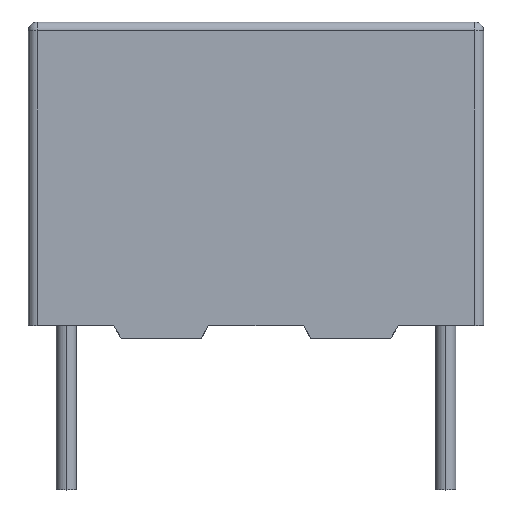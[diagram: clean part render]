
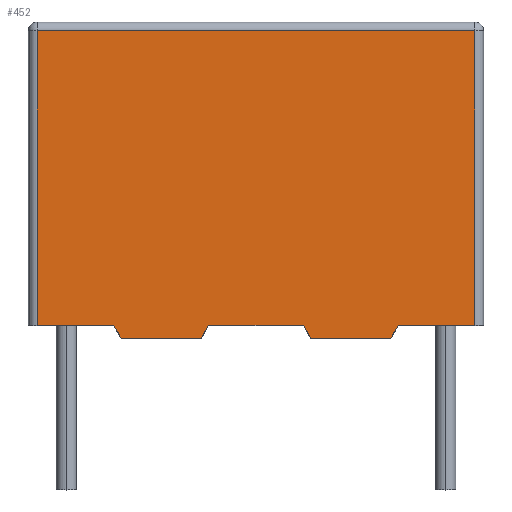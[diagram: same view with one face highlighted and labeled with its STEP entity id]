
A CAD part, top view. The second image highlights one B-rep face of the part: STEP entity #452.
In plain terms, the highlighted planar face has unit normal (0, 0, 1).
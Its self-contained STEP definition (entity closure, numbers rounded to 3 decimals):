
#20 = VECTOR ( 'NONE', #1699, 1000. ) ;
#40 = VECTOR ( 'NONE', #1217, 1000. ) ;
#50 = EDGE_CURVE ( 'NONE', #1522, #632, #1290, .T. ) ;
#71 = LINE ( 'NONE', #1803, #715 ) ;
#79 = LINE ( 'NONE', #1276, #40 ) ;
#91 = CARTESIAN_POINT ( 'NONE',  ( 8.65, 0.5, 3.5 ) ) ;
#126 = CARTESIAN_POINT ( 'NONE',  ( -8.65, 0.5, 3.5 ) ) ;
#141 = CARTESIAN_POINT ( 'NONE',  ( 5.625, 0.5, 3.5 ) ) ;
#163 = CARTESIAN_POINT ( 'NONE',  ( -9., 0.5, 3.5 ) ) ;
#192 = DIRECTION ( 'NONE',  ( 1., 0., 0. ) ) ;
#206 = EDGE_CURVE ( 'NONE', #393, #1876, #1051, .T. ) ;
#232 = ORIENTED_EDGE ( 'NONE', *, *, #1246, .T. ) ;
#234 = ORIENTED_EDGE ( 'NONE', *, *, #1483, .T. ) ;
#244 = CARTESIAN_POINT ( 'NONE',  ( 1.875, 0.5, 3.5 ) ) ;
#281 = CARTESIAN_POINT ( 'NONE',  ( 0., 0., 3.5 ) ) ;
#287 = AXIS2_PLACEMENT_3D ( 'NONE', #281, #896, #1495 ) ;
#294 = LINE ( 'NONE', #126, #1558 ) ;
#298 = CARTESIAN_POINT ( 'NONE',  ( -5.336, 0., 3.5 ) ) ;
#314 = CARTESIAN_POINT ( 'NONE',  ( 5.336, 0., 3.5 ) ) ;
#322 = CARTESIAN_POINT ( 'NONE',  ( -5.336, 0., 3.5 ) ) ;
#358 = DIRECTION ( 'NONE',  ( 1., 0., 0. ) ) ;
#368 = ORIENTED_EDGE ( 'NONE', *, *, #1325, .T. ) ;
#392 = LINE ( 'NONE', #163, #413 ) ;
#393 = VERTEX_POINT ( 'NONE', #429 ) ;
#406 = DIRECTION ( 'NONE',  ( 0., 1., 0. ) ) ;
#410 = EDGE_CURVE ( 'NONE', #1806, #1218, #294, .T. ) ;
#413 = VECTOR ( 'NONE', #192, 1000. ) ;
#429 = CARTESIAN_POINT ( 'NONE',  ( -1.875, 0.5, 3.5 ) ) ;
#452 = ADVANCED_FACE ( 'NONE', ( #1567 ), #1371, .T. ) ;
#456 = DIRECTION ( 'NONE',  ( 1., 0., 0. ) ) ;
#532 = DIRECTION ( 'NONE',  ( 0., -1., 0. ) ) ;
#551 = LINE ( 'NONE', #298, #1870 ) ;
#554 = ORIENTED_EDGE ( 'NONE', *, *, #713, .T. ) ;
#555 = VECTOR ( 'NONE', #1447, 1000. ) ;
#561 = VERTEX_POINT ( 'NONE', #322 ) ;
#587 = CARTESIAN_POINT ( 'NONE',  ( -8.65, 0.5, 3.5 ) ) ;
#588 = ORIENTED_EDGE ( 'NONE', *, *, #1116, .T. ) ;
#623 = VECTOR ( 'NONE', #1022, 1000. ) ;
#632 = VERTEX_POINT ( 'NONE', #314 ) ;
#644 = VECTOR ( 'NONE', #1529, 1000. ) ;
#667 = EDGE_CURVE ( 'NONE', #940, #393, #71, .T. ) ;
#692 = LINE ( 'NONE', #1881, #20 ) ;
#713 = EDGE_CURVE ( 'NONE', #957, #561, #79, .T. ) ;
#715 = VECTOR ( 'NONE', #1243, 1000. ) ;
#745 = CARTESIAN_POINT ( 'NONE',  ( -9., 12.15, 3.5 ) ) ;
#787 = CARTESIAN_POINT ( 'NONE',  ( -2.164, 0., 3.5 ) ) ;
#793 = CARTESIAN_POINT ( 'NONE',  ( 1.875, 0.5, 3.5 ) ) ;
#854 = DIRECTION ( 'NONE',  ( -1., 0., 0. ) ) ;
#896 = DIRECTION ( 'NONE',  ( 0., 0., 1. ) ) ;
#916 = CARTESIAN_POINT ( 'NONE',  ( 8.65, 12.15, 3.5 ) ) ;
#922 = CARTESIAN_POINT ( 'NONE',  ( 5.625, 0.5, 3.5 ) ) ;
#940 = VERTEX_POINT ( 'NONE', #787 ) ;
#951 = VERTEX_POINT ( 'NONE', #922 ) ;
#957 = VERTEX_POINT ( 'NONE', #1072 ) ;
#1022 = DIRECTION ( 'NONE',  ( 1., 0., 0. ) ) ;
#1051 = LINE ( 'NONE', #1572, #1696 ) ;
#1052 = CARTESIAN_POINT ( 'NONE',  ( 8.65, 12.5, 3.5 ) ) ;
#1072 = CARTESIAN_POINT ( 'NONE',  ( -5.625, 0.5, 3.5 ) ) ;
#1116 = EDGE_CURVE ( 'NONE', #1876, #1522, #1853, .T. ) ;
#1179 = VECTOR ( 'NONE', #854, 1000. ) ;
#1187 = EDGE_CURVE ( 'NONE', #1873, #1806, #1888, .T. ) ;
#1214 = LINE ( 'NONE', #141, #623 ) ;
#1217 = DIRECTION ( 'NONE',  ( 0.5, -0.866, 0. ) ) ;
#1218 = VERTEX_POINT ( 'NONE', #587 ) ;
#1228 = ORIENTED_EDGE ( 'NONE', *, *, #1648, .T. ) ;
#1239 = VECTOR ( 'NONE', #406, 1000. ) ;
#1243 = DIRECTION ( 'NONE',  ( 0.5, 0.866, 0. ) ) ;
#1246 = EDGE_CURVE ( 'NONE', #951, #1580, #1214, .T. ) ;
#1250 = ORIENTED_EDGE ( 'NONE', *, *, #667, .T. ) ;
#1276 = CARTESIAN_POINT ( 'NONE',  ( -5.625, 0.5, 3.5 ) ) ;
#1290 = LINE ( 'NONE', #1832, #644 ) ;
#1304 = CARTESIAN_POINT ( 'NONE',  ( 2.164, 0., 3.5 ) ) ;
#1325 = EDGE_CURVE ( 'NONE', #561, #940, #551, .T. ) ;
#1371 = PLANE ( 'NONE',  #287 ) ;
#1436 = EDGE_CURVE ( 'NONE', #1580, #1873, #1874, .T. ) ;
#1447 = DIRECTION ( 'NONE',  ( 0.5, -0.866, 0. ) ) ;
#1482 = ORIENTED_EDGE ( 'NONE', *, *, #410, .T. ) ;
#1483 = EDGE_CURVE ( 'NONE', #632, #951, #692, .T. ) ;
#1495 = DIRECTION ( 'NONE',  ( 1., 0., 0. ) ) ;
#1517 = ORIENTED_EDGE ( 'NONE', *, *, #206, .T. ) ;
#1522 = VERTEX_POINT ( 'NONE', #1304 ) ;
#1529 = DIRECTION ( 'NONE',  ( 1., 0., 0. ) ) ;
#1558 = VECTOR ( 'NONE', #532, 1000. ) ;
#1567 = FACE_OUTER_BOUND ( 'NONE', #1653, .T. ) ;
#1572 = CARTESIAN_POINT ( 'NONE',  ( -1.875, 0.5, 3.5 ) ) ;
#1580 = VERTEX_POINT ( 'NONE', #91 ) ;
#1629 = ORIENTED_EDGE ( 'NONE', *, *, #1436, .T. ) ;
#1630 = CARTESIAN_POINT ( 'NONE',  ( -8.65, 12.15, 3.5 ) ) ;
#1648 = EDGE_CURVE ( 'NONE', #1218, #957, #392, .T. ) ;
#1653 = EDGE_LOOP ( 'NONE', ( #1664, #1482, #1228, #554, #368, #1250, #1517, #588, #1659, #234, #232, #1629 ) ) ;
#1659 = ORIENTED_EDGE ( 'NONE', *, *, #50, .T. ) ;
#1664 = ORIENTED_EDGE ( 'NONE', *, *, #1187, .T. ) ;
#1696 = VECTOR ( 'NONE', #358, 1000. ) ;
#1699 = DIRECTION ( 'NONE',  ( 0.5, 0.866, 0. ) ) ;
#1803 = CARTESIAN_POINT ( 'NONE',  ( -1.875, 0.5, 3.5 ) ) ;
#1806 = VERTEX_POINT ( 'NONE', #1630 ) ;
#1832 = CARTESIAN_POINT ( 'NONE',  ( 5.336, 0., 3.5 ) ) ;
#1853 = LINE ( 'NONE', #244, #555 ) ;
#1870 = VECTOR ( 'NONE', #456, 1000. ) ;
#1873 = VERTEX_POINT ( 'NONE', #916 ) ;
#1874 = LINE ( 'NONE', #1052, #1239 ) ;
#1876 = VERTEX_POINT ( 'NONE', #793 ) ;
#1881 = CARTESIAN_POINT ( 'NONE',  ( 5.625, 0.5, 3.5 ) ) ;
#1888 = LINE ( 'NONE', #745, #1179 ) ;
